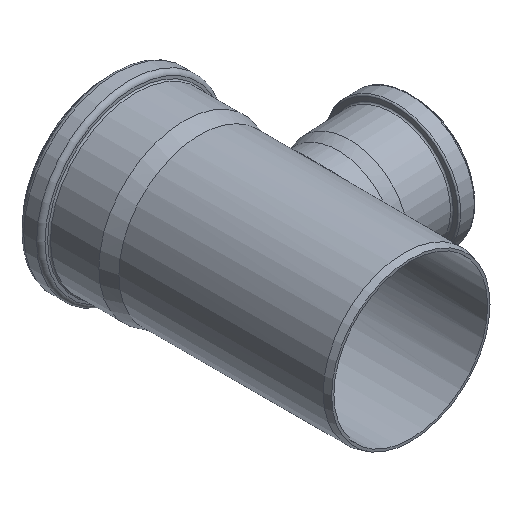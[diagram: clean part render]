
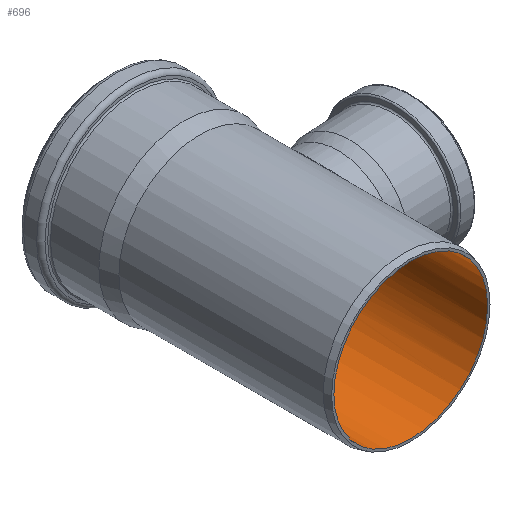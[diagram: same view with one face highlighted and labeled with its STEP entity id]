
A CAD part, isometric view. The second image highlights one B-rep face of the part: STEP entity #696.
In plain terms, the highlighted cylindrical face has radius 52.25 mm (diameter 104.5 mm), a full revolution.
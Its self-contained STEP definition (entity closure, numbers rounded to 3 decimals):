
#70=FACE_BOUND('',#308,.T.);
#71=FACE_BOUND('',#309,.T.);
#138=CIRCLE('',#781,52.25);
#140=CIRCLE('',#784,52.25);
#173=CYLINDRICAL_SURFACE('',#787,52.25);
#217=FACE_OUTER_BOUND('',#307,.T.);
#307=EDGE_LOOP('',(#601));
#308=EDGE_LOOP('',(#602));
#309=EDGE_LOOP('',(#603));
#374=B_SPLINE_CURVE_WITH_KNOTS('',3,(#1579,#1580,#1581,#1582,#1583,#1584,
#1585,#1586,#1587,#1588,#1589,#1590,#1591,#1592,#1593,#1594,#1595,#1596,
#1597,#1598,#1599,#1600,#1601,#1602,#1603,#1604,#1605,#1606,#1607,#1608,
#1609,#1610,#1611,#1612,#1613,#1614,#1615,#1616,#1617,#1618,#1619,#1620,
#1621,#1622,#1623,#1624,#1625,#1626,#1627,#1628,#1629,#1630,#1631,#1632,
#1633,#1634,#1635,#1636,#1637,#1638,#1639,#1640,#1641,#1642,#1643,#1644),
 .UNSPECIFIED.,.T.,.F.,(4,2,2,2,2,2,2,2,2,2,2,2,2,2,2,2,2,2,2,2,2,2,2,2,
2,2,2,2,2,2,2,2,4),(0.,0.713,1.427,2.14,
2.853,3.548,4.243,4.938,5.634,
6.329,7.024,7.719,8.414,9.127,
9.841,10.554,11.267,11.962,12.657,
13.351,14.046,14.74,15.434,16.129,
16.823,17.517,18.211,18.906,19.6,
20.295,20.989,21.684,22.379),
 .UNSPECIFIED.);
#388=VERTEX_POINT('',#1578);
#415=VERTEX_POINT('',#1723);
#417=VERTEX_POINT('',#1728);
#460=EDGE_CURVE('',#388,#388,#374,.T.);
#487=EDGE_CURVE('',#415,#415,#138,.T.);
#489=EDGE_CURVE('',#417,#417,#140,.T.);
#601=ORIENTED_EDGE('',*,*,#487,.T.);
#602=ORIENTED_EDGE('',*,*,#460,.T.);
#603=ORIENTED_EDGE('',*,*,#489,.F.);
#696=ADVANCED_FACE('',(#217,#70,#71),#173,.F.);
#781=AXIS2_PLACEMENT_3D('',#1724,#952,#953);
#784=AXIS2_PLACEMENT_3D('',#1729,#958,#959);
#787=AXIS2_PLACEMENT_3D('',#1733,#964,#965);
#952=DIRECTION('center_axis',(0.,1.,0.));
#953=DIRECTION('ref_axis',(1.,0.,0.));
#958=DIRECTION('center_axis',(0.,1.,0.));
#959=DIRECTION('ref_axis',(1.,0.,0.));
#964=DIRECTION('center_axis',(0.,1.,0.));
#965=DIRECTION('ref_axis',(-1.,0.,0.));
#1578=CARTESIAN_POINT('',(38.292,105.572,-35.55));
#1579=CARTESIAN_POINT('Ctrl Pts',(38.292,105.572,-35.55));
#1580=CARTESIAN_POINT('Ctrl Pts',(38.292,107.949,-35.55));
#1581=CARTESIAN_POINT('Ctrl Pts',(38.519,110.359,-35.309));
#1582=CARTESIAN_POINT('Ctrl Pts',(39.375,115.083,-34.353));
#1583=CARTESIAN_POINT('Ctrl Pts',(39.999,117.399,-33.638));
#1584=CARTESIAN_POINT('Ctrl Pts',(41.481,121.807,-31.793));
#1585=CARTESIAN_POINT('Ctrl Pts',(42.337,123.904,-30.661));
#1586=CARTESIAN_POINT('Ctrl Pts',(44.098,127.783,-28.069));
#1587=CARTESIAN_POINT('Ctrl Pts',(45.002,129.565,-26.608));
#1588=CARTESIAN_POINT('Ctrl Pts',(46.681,132.692,-23.536));
#1589=CARTESIAN_POINT('Ctrl Pts',(47.522,134.163,-21.816));
#1590=CARTESIAN_POINT('Ctrl Pts',(49.081,136.792,-18.037));
#1591=CARTESIAN_POINT('Ctrl Pts',(49.798,137.949,-15.978));
#1592=CARTESIAN_POINT('Ctrl Pts',(50.988,139.833,-11.634));
#1593=CARTESIAN_POINT('Ctrl Pts',(51.461,140.562,-9.344));
#1594=CARTESIAN_POINT('Ctrl Pts',(52.093,141.528,-4.686));
#1595=CARTESIAN_POINT('Ctrl Pts',(52.25,141.765,-2.317));
#1596=CARTESIAN_POINT('Ctrl Pts',(52.25,141.765,2.317));
#1597=CARTESIAN_POINT('Ctrl Pts',(52.093,141.528,4.686));
#1598=CARTESIAN_POINT('Ctrl Pts',(51.461,140.562,9.344));
#1599=CARTESIAN_POINT('Ctrl Pts',(50.988,139.833,11.634));
#1600=CARTESIAN_POINT('Ctrl Pts',(49.798,137.949,15.978));
#1601=CARTESIAN_POINT('Ctrl Pts',(49.081,136.792,18.037));
#1602=CARTESIAN_POINT('Ctrl Pts',(47.522,134.163,21.816));
#1603=CARTESIAN_POINT('Ctrl Pts',(46.681,132.692,23.536));
#1604=CARTESIAN_POINT('Ctrl Pts',(45.002,129.565,26.608));
#1605=CARTESIAN_POINT('Ctrl Pts',(44.098,127.783,28.069));
#1606=CARTESIAN_POINT('Ctrl Pts',(42.337,123.904,30.661));
#1607=CARTESIAN_POINT('Ctrl Pts',(41.481,121.807,31.793));
#1608=CARTESIAN_POINT('Ctrl Pts',(39.999,117.399,33.638));
#1609=CARTESIAN_POINT('Ctrl Pts',(39.375,115.083,34.353));
#1610=CARTESIAN_POINT('Ctrl Pts',(38.519,110.359,35.309));
#1611=CARTESIAN_POINT('Ctrl Pts',(38.292,107.949,35.55));
#1612=CARTESIAN_POINT('Ctrl Pts',(38.292,103.256,35.55));
#1613=CARTESIAN_POINT('Ctrl Pts',(38.508,100.906,35.321));
#1614=CARTESIAN_POINT('Ctrl Pts',(39.34,96.305,34.392));
#1615=CARTESIAN_POINT('Ctrl Pts',(39.952,94.054,33.693));
#1616=CARTESIAN_POINT('Ctrl Pts',(41.415,89.784,31.878));
#1617=CARTESIAN_POINT('Ctrl Pts',(42.264,87.76,30.761));
#1618=CARTESIAN_POINT('Ctrl Pts',(44.015,84.031,28.198));
#1619=CARTESIAN_POINT('Ctrl Pts',(44.916,82.325,26.752));
#1620=CARTESIAN_POINT('Ctrl Pts',(46.609,79.304,23.679));
#1621=CARTESIAN_POINT('Ctrl Pts',(47.467,77.876,21.938));
#1622=CARTESIAN_POINT('Ctrl Pts',(49.052,75.338,18.118));
#1623=CARTESIAN_POINT('Ctrl Pts',(49.779,74.228,16.039));
#1624=CARTESIAN_POINT('Ctrl Pts',(50.983,72.427,11.662));
#1625=CARTESIAN_POINT('Ctrl Pts',(51.459,71.735,9.359));
#1626=CARTESIAN_POINT('Ctrl Pts',(52.093,70.82,4.686));
#1627=CARTESIAN_POINT('Ctrl Pts',(52.25,70.597,2.314));
#1628=CARTESIAN_POINT('Ctrl Pts',(52.25,70.597,-2.314));
#1629=CARTESIAN_POINT('Ctrl Pts',(52.093,70.82,-4.686));
#1630=CARTESIAN_POINT('Ctrl Pts',(51.459,71.735,-9.359));
#1631=CARTESIAN_POINT('Ctrl Pts',(50.983,72.427,-11.662));
#1632=CARTESIAN_POINT('Ctrl Pts',(49.779,74.228,-16.039));
#1633=CARTESIAN_POINT('Ctrl Pts',(49.052,75.338,-18.118));
#1634=CARTESIAN_POINT('Ctrl Pts',(47.467,77.876,-21.938));
#1635=CARTESIAN_POINT('Ctrl Pts',(46.609,79.304,-23.679));
#1636=CARTESIAN_POINT('Ctrl Pts',(44.916,82.325,-26.752));
#1637=CARTESIAN_POINT('Ctrl Pts',(44.015,84.031,-28.198));
#1638=CARTESIAN_POINT('Ctrl Pts',(42.264,87.76,-30.761));
#1639=CARTESIAN_POINT('Ctrl Pts',(41.415,89.784,-31.878));
#1640=CARTESIAN_POINT('Ctrl Pts',(39.952,94.054,-33.693));
#1641=CARTESIAN_POINT('Ctrl Pts',(39.34,96.305,-34.392));
#1642=CARTESIAN_POINT('Ctrl Pts',(38.508,100.906,-35.321));
#1643=CARTESIAN_POINT('Ctrl Pts',(38.292,103.256,-35.55));
#1644=CARTESIAN_POINT('Ctrl Pts',(38.292,105.572,-35.55));
#1723=CARTESIAN_POINT('',(51.41,142.551,9.334));
#1724=CARTESIAN_POINT('Origin',(0.,142.551,
0.));
#1728=CARTESIAN_POINT('',(-52.25,0.,0.));
#1729=CARTESIAN_POINT('Origin',(0.,0.,
0.));
#1733=CARTESIAN_POINT('Origin',(0.,71.275,
0.));
